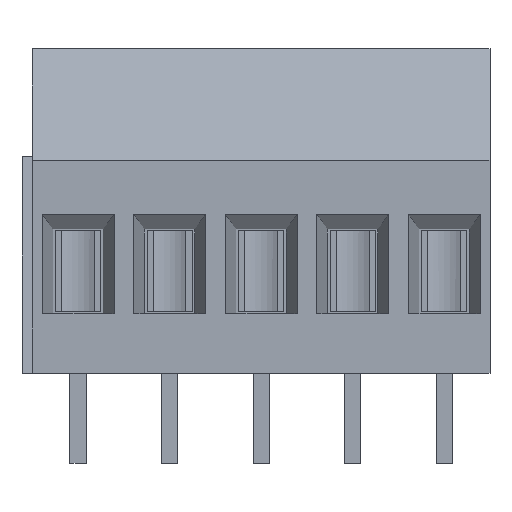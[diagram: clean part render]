
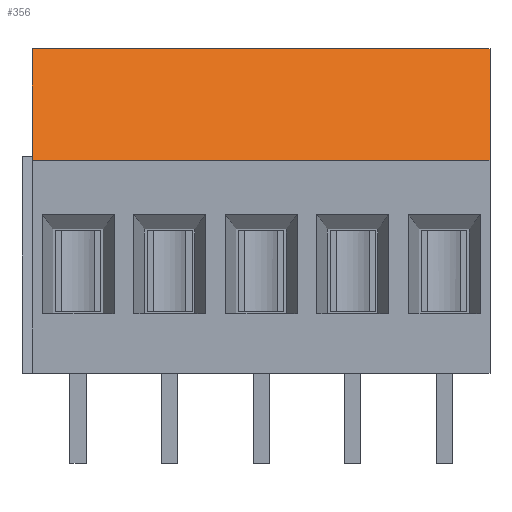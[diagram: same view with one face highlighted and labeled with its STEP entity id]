
A CAD part, front view. The second image highlights one B-rep face of the part: STEP entity #356.
In plain terms, the highlighted planar face has unit normal (0, -0.917, 0.399).
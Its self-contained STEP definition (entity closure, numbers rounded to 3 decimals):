
#21 = EDGE_CURVE('',#22,#24,#26,.T.);
#22 = VERTEX_POINT('',#23);
#23 = CARTESIAN_POINT('',(-2.54,-2.283,18.));
#24 = VERTEX_POINT('',#25);
#25 = CARTESIAN_POINT('',(-2.54,-4.983,11.8));
#26 = SURFACE_CURVE('',#27,(#31,#43),.PCURVE_S1.);
#27 = LINE('',#28,#29);
#28 = CARTESIAN_POINT('',(-2.54,-2.283,18.));
#29 = VECTOR('',#30,1.);
#30 = DIRECTION('',(0.,-0.399,-0.917));
#31 = PCURVE('',#32,#37);
#32 = PLANE('',#33);
#33 = AXIS2_PLACEMENT_3D('',#34,#35,#36);
#34 = CARTESIAN_POINT('',(-2.54,0.317,9.));
#35 = DIRECTION('',(1.,0.,0.));
#36 = DIRECTION('',(0.,0.,1.));
#37 = DEFINITIONAL_REPRESENTATION('',(#38),#42);
#38 = LINE('',#39,#40);
#39 = CARTESIAN_POINT('',(9.,2.6));
#40 = VECTOR('',#41,1.);
#41 = DIRECTION('',(-0.917,0.399));
#42 = ( GEOMETRIC_REPRESENTATION_CONTEXT(2)
PARAMETRIC_REPRESENTATION_CONTEXT() REPRESENTATION_CONTEXT('2D SPACE',''
) );
#43 = PCURVE('',#44,#49);
#44 = PLANE('',#45);
#45 = AXIS2_PLACEMENT_3D('',#46,#47,#48);
#46 = CARTESIAN_POINT('',(-2.54,-2.283,18.));
#47 = DIRECTION('',(0.,0.917,-0.399));
#48 = DIRECTION('',(0.,-0.399,-0.917));
#49 = DEFINITIONAL_REPRESENTATION('',(#50),#54);
#50 = LINE('',#51,#52);
#51 = CARTESIAN_POINT('',(0.,0.));
#52 = VECTOR('',#53,1.);
#53 = DIRECTION('',(1.,0.));
#54 = ( GEOMETRIC_REPRESENTATION_CONTEXT(2)
PARAMETRIC_REPRESENTATION_CONTEXT() REPRESENTATION_CONTEXT('2D SPACE',''
) );
#72 = PLANE('',#73);
#73 = AXIS2_PLACEMENT_3D('',#74,#75,#76);
#74 = CARTESIAN_POINT('',(-2.54,-4.983,11.8));
#75 = DIRECTION('',(0.,0.,-1.));
#76 = DIRECTION('',(0.,-1.,0.));
#345 = PLANE('',#346);
#346 = AXIS2_PLACEMENT_3D('',#347,#348,#349);
#347 = CARTESIAN_POINT('',(-2.54,5.917,18.));
#348 = DIRECTION('',(0.,0.,-1.));
#349 = DIRECTION('',(0.,-1.,0.));
#356 = ADVANCED_FACE('',(#357),#44,.F.);
#357 = FACE_BOUND('',#358,.F.);
#358 = EDGE_LOOP('',(#359,#382,#410,#431));
#359 = ORIENTED_EDGE('',*,*,#360,.T.);
#360 = EDGE_CURVE('',#22,#361,#363,.T.);
#361 = VERTEX_POINT('',#362);
#362 = CARTESIAN_POINT('',(22.86,-2.283,18.));
#363 = SURFACE_CURVE('',#364,(#368,#375),.PCURVE_S1.);
#364 = LINE('',#365,#366);
#365 = CARTESIAN_POINT('',(-2.54,-2.283,18.));
#366 = VECTOR('',#367,1.);
#367 = DIRECTION('',(1.,0.,0.));
#368 = PCURVE('',#44,#369);
#369 = DEFINITIONAL_REPRESENTATION('',(#370),#374);
#370 = LINE('',#371,#372);
#371 = CARTESIAN_POINT('',(0.,0.));
#372 = VECTOR('',#373,1.);
#373 = DIRECTION('',(0.,-1.));
#374 = ( GEOMETRIC_REPRESENTATION_CONTEXT(2)
PARAMETRIC_REPRESENTATION_CONTEXT() REPRESENTATION_CONTEXT('2D SPACE',''
) );
#375 = PCURVE('',#345,#376);
#376 = DEFINITIONAL_REPRESENTATION('',(#377),#381);
#377 = LINE('',#378,#379);
#378 = CARTESIAN_POINT('',(8.2,0.));
#379 = VECTOR('',#380,1.);
#380 = DIRECTION('',(0.,-1.));
#381 = ( GEOMETRIC_REPRESENTATION_CONTEXT(2)
PARAMETRIC_REPRESENTATION_CONTEXT() REPRESENTATION_CONTEXT('2D SPACE',''
) );
#382 = ORIENTED_EDGE('',*,*,#383,.T.);
#383 = EDGE_CURVE('',#361,#384,#386,.T.);
#384 = VERTEX_POINT('',#385);
#385 = CARTESIAN_POINT('',(22.86,-4.983,11.8));
#386 = SURFACE_CURVE('',#387,(#391,#398),.PCURVE_S1.);
#387 = LINE('',#388,#389);
#388 = CARTESIAN_POINT('',(22.86,-2.283,18.));
#389 = VECTOR('',#390,1.);
#390 = DIRECTION('',(0.,-0.399,-0.917));
#391 = PCURVE('',#44,#392);
#392 = DEFINITIONAL_REPRESENTATION('',(#393),#397);
#393 = LINE('',#394,#395);
#394 = CARTESIAN_POINT('',(0.,-25.4));
#395 = VECTOR('',#396,1.);
#396 = DIRECTION('',(1.,0.));
#397 = ( GEOMETRIC_REPRESENTATION_CONTEXT(2)
PARAMETRIC_REPRESENTATION_CONTEXT() REPRESENTATION_CONTEXT('2D SPACE',''
) );
#398 = PCURVE('',#399,#404);
#399 = PLANE('',#400);
#400 = AXIS2_PLACEMENT_3D('',#401,#402,#403);
#401 = CARTESIAN_POINT('',(22.86,0.317,9.));
#402 = DIRECTION('',(1.,0.,0.));
#403 = DIRECTION('',(0.,0.,1.));
#404 = DEFINITIONAL_REPRESENTATION('',(#405),#409);
#405 = LINE('',#406,#407);
#406 = CARTESIAN_POINT('',(9.,2.6));
#407 = VECTOR('',#408,1.);
#408 = DIRECTION('',(-0.917,0.399));
#409 = ( GEOMETRIC_REPRESENTATION_CONTEXT(2)
PARAMETRIC_REPRESENTATION_CONTEXT() REPRESENTATION_CONTEXT('2D SPACE',''
) );
#410 = ORIENTED_EDGE('',*,*,#411,.F.);
#411 = EDGE_CURVE('',#24,#384,#412,.T.);
#412 = SURFACE_CURVE('',#413,(#417,#424),.PCURVE_S1.);
#413 = LINE('',#414,#415);
#414 = CARTESIAN_POINT('',(-2.54,-4.983,11.8));
#415 = VECTOR('',#416,1.);
#416 = DIRECTION('',(1.,0.,0.));
#417 = PCURVE('',#44,#418);
#418 = DEFINITIONAL_REPRESENTATION('',(#419),#423);
#419 = LINE('',#420,#421);
#420 = CARTESIAN_POINT('',(6.762,0.));
#421 = VECTOR('',#422,1.);
#422 = DIRECTION('',(0.,-1.));
#423 = ( GEOMETRIC_REPRESENTATION_CONTEXT(2)
PARAMETRIC_REPRESENTATION_CONTEXT() REPRESENTATION_CONTEXT('2D SPACE',''
) );
#424 = PCURVE('',#72,#425);
#425 = DEFINITIONAL_REPRESENTATION('',(#426),#430);
#426 = LINE('',#427,#428);
#427 = CARTESIAN_POINT('',(0.,-0.));
#428 = VECTOR('',#429,1.);
#429 = DIRECTION('',(0.,-1.));
#430 = ( GEOMETRIC_REPRESENTATION_CONTEXT(2)
PARAMETRIC_REPRESENTATION_CONTEXT() REPRESENTATION_CONTEXT('2D SPACE',''
) );
#431 = ORIENTED_EDGE('',*,*,#21,.F.);
